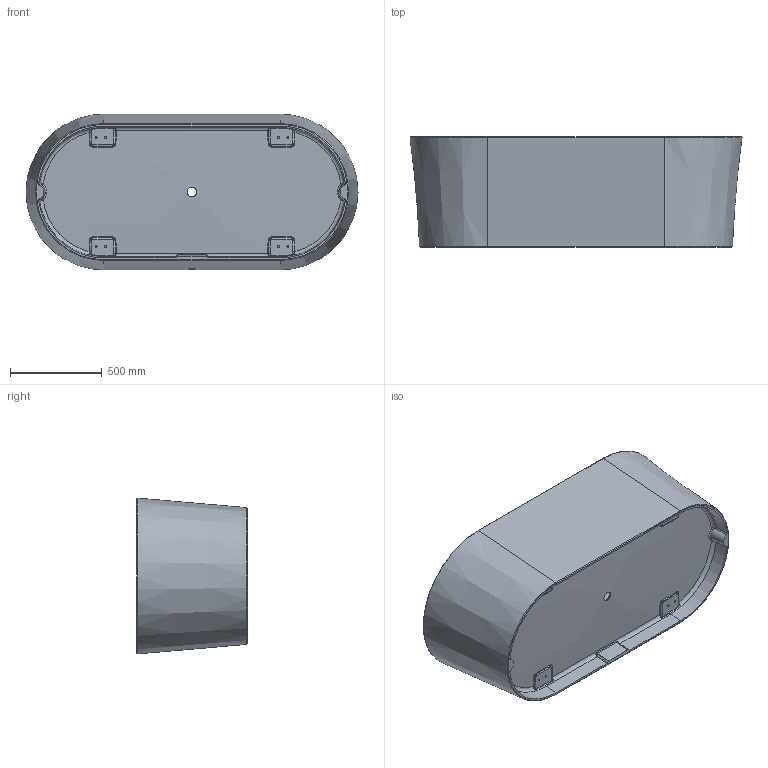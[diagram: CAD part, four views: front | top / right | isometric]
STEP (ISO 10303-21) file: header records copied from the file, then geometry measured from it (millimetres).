
FILE_DESCRIPTION (( 'STEP AP203' ), '1' );
FILE_NAME ('6229841810.STEP', '2020-12-15T13:15:37', ( '' ), ( '' ), 'SwSTEP 2.0', 'SolidWorks 2019', '' );
FILE_SCHEMA (( 'CONFIG_CONTROL_DESIGN' ));
Length unit declared in the file: millimetre
Products named in the file (1): 6229841810
Bounding box: 1809.62 x 600 x 849.62 mm (x, y, z)
Volume: 62365498.9 mm3; surface area: 7408345.4 mm2
Topology: 1 solids, 1 shells, 173 faces, 404 edges, 235 vertices
Faces by surface type: bspline 103, cylinder 30, plane 24, cone 10, torus 6
Entity records: 14238 total; most frequent: CARTESIAN_POINT 10942, ORIENTED_EDGE 792, DIRECTION 500, EDGE_CURVE 396, VERTEX_POINT 235, AXIS2_PLACEMENT_3D 221, EDGE_LOOP 187, B_SPLINE_CURVE_WITH_KNOTS 184
